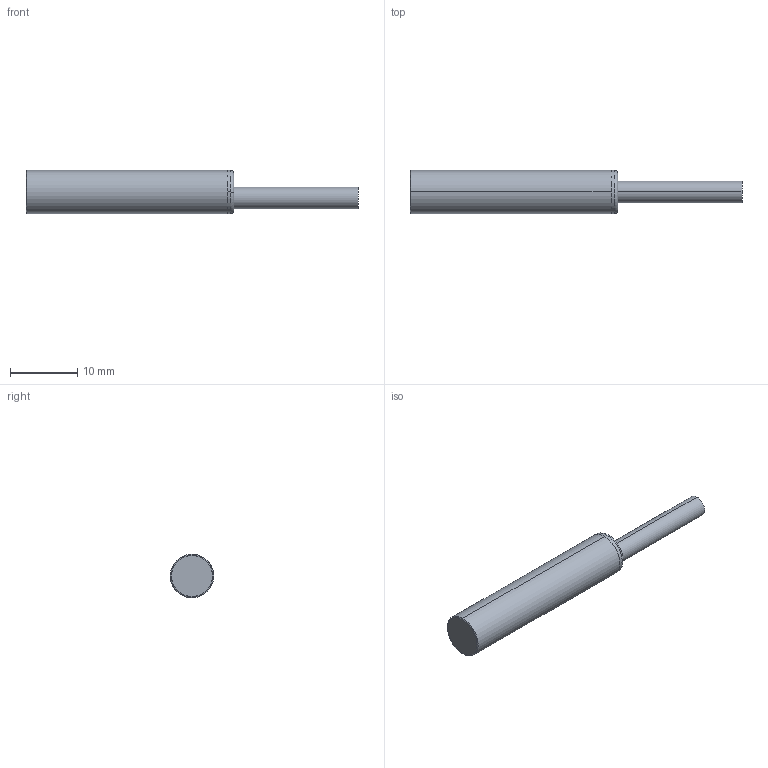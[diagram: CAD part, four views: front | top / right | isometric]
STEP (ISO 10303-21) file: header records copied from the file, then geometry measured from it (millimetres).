
FILE_DESCRIPTION((''),'2;1');
FILE_NAME('IBS06SHORTFLUSHCABLE_ASM','2020-11-13T',('Daisy.Wang'),(''),'CREO PARAMETRIC BY PTC INC, 2015480','CREO PARAMETRIC BY PTC INC, 2015480','');
FILE_SCHEMA(('CONFIG_CONTROL_DESIGN'));
Length unit declared in the file: millimetre
Products named in the file (11): MECK133; 93-091; 28-503_4; 93-095_18; FERRITE_PIN_9; 15-063-125_ASM_6_ASM; M84WIRE_SHORT_CABLE_FLUSH_PCB; 93-093; 57-240; COMPOUND5; IBS06SHORTFLUSHCABLE_ASM
Assembly tree (11 placements, depth 3):
  IBS06SHORTFLUSHCABLE_ASM
    MECK133
    93-091
    15-063-125_ASM_6_ASM
      28-503_4
      93-095_18
      FERRITE_PIN_9  x2
    M84WIRE_SHORT_CABLE_FLUSH_PCB
    93-093
    57-240
    COMPOUND5
Bounding box: 49.54 x 6.5 x 6.5 mm (x, y, z)
Volume: 1166.6 mm3; surface area: 3467.6 mm2
Topology: 10 solids, 10 shells, 333 faces, 865 edges, 574 vertices
Faces by surface type: cylinder 146, plane 144, cone 18, bspline 18, torus 7
Entity records: 11628 total; most frequent: CARTESIAN_POINT 3246, DIRECTION 1724, ORIENTED_EDGE 1718, EDGE_CURVE 859, AXIS2_PLACEMENT_3D 668, VERTEX_POINT 570, VECTOR 388, LINE 388
